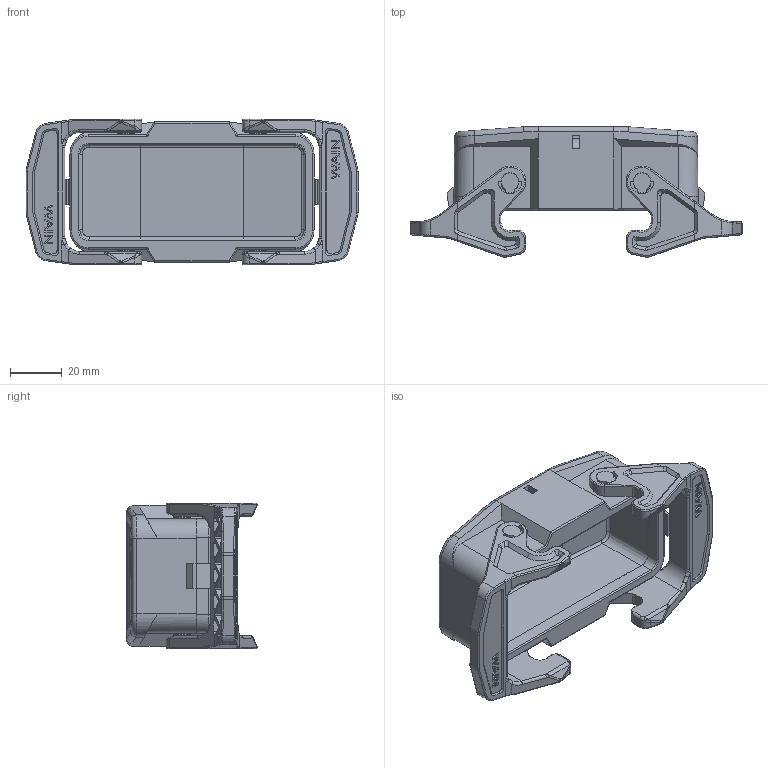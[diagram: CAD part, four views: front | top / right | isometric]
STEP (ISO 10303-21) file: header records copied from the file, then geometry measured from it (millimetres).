
FILE_DESCRIPTION((''),'2;1');
FILE_NAME('ASM0022_SW0001','2023-12-28T',('yp.zhu'),(''),'PRO/ENGINEER BY PARAMETRIC TECHNOLOGY CORPORATION, 2012480','PRO/ENGINEER BY PARAMETRIC TECHNOLOGY CORPORATION, 2012480','');
FILE_SCHEMA(('CONFIG_CONTROL_DESIGN'));
Length unit declared in the file: inch
Products named in the file (1): ASM0022_SW0001
Bounding box: 128 x 50.21 x 56 mm (x, y, z)
Volume: 71345.1 mm3; surface area: 38890.5 mm2
Topology: 3 solids, 3 shells, 1094 faces, 3080 edges, 2030 vertices
Faces by surface type: plane 518, cylinder 360, bspline 108, torus 52, extrusion 40, cone 16
Entity records: 40486 total; most frequent: CARTESIAN_POINT 14100, ORIENTED_EDGE 6144, DIRECTION 4486, EDGE_CURVE 3072, VERTEX_POINT 2030, VECTOR 1670, LINE 1630, AXIS2_PLACEMENT_3D 1408
